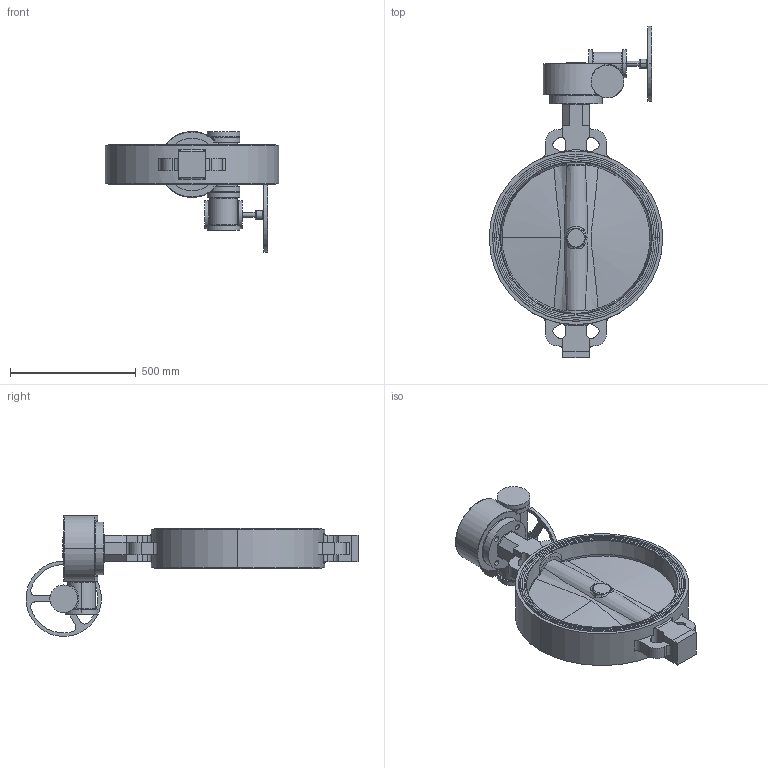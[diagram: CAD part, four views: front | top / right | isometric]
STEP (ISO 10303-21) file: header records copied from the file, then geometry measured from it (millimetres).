
FILE_DESCRIPTION (( 'STEP AP214' ), '1' );
FILE_NAME ('NS-2400-WAFER-GEAR.STEP', '2019-08-22T20:46:18', ( '' ), ( '' ), 'SwSTEP 2.0', 'SolidWorks 2019', '' );
FILE_SCHEMA (( 'AUTOMOTIVE_DESIGN' ));
Length unit declared in the file: inch
Products named in the file (1): NS-2400-WAFER-GEAR
Bounding box: 690 x 1320.62 x 481 mm (x, y, z)
Surface area: 2157049.7 mm2 (no closed solid volume)
Topology: 0 solids, 6 shells, 336 faces, 969 edges, 633 vertices
Faces by surface type: cylinder 124, plane 100, bspline 59, torus 31, cone 22
Entity records: 27490 total; most frequent: CARTESIAN_POINT 14678, ORIENTED_EDGE 1795, DIRECTION 1700, EDGE_CURVE 968, AXIS2_PLACEMENT_3D 689, VERTEX_POINT 633, CIRCLE 411, EDGE_LOOP 374
